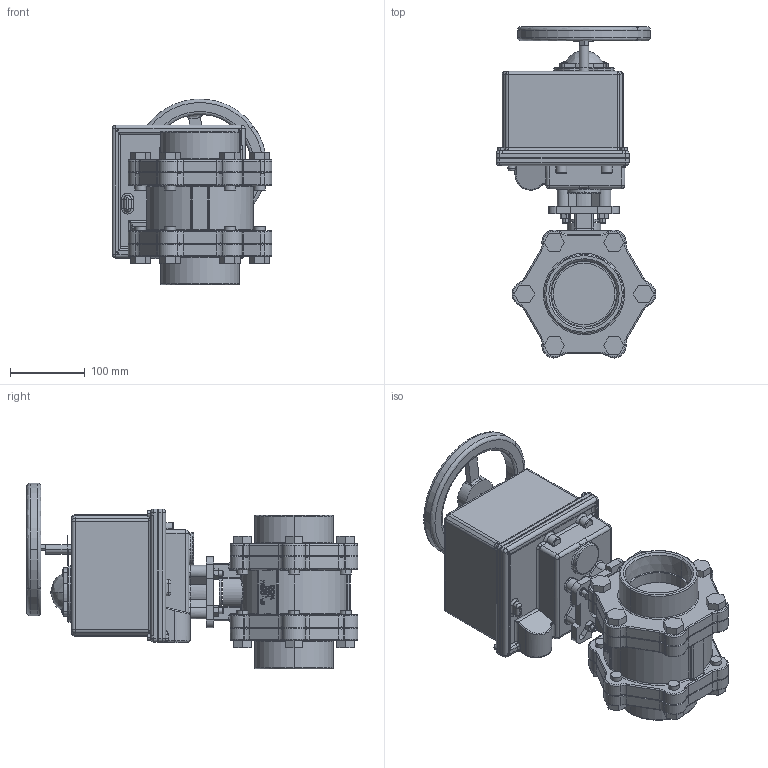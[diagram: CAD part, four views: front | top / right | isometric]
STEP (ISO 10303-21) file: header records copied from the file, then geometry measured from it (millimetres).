
FILE_DESCRIPTION (( 'STEP AP203' ), '1' );
FILE_NAME ('4700-300F_ER-15.STEP', '2017-11-17T14:18:21', ( '' ), ( '' ), 'SwSTEP 2.0', 'SolidWorks 2014', '' );
FILE_SCHEMA (( 'CONFIG_CONTROL_DESIGN' ));
Products named in the file (1): 4700-300F_ER-15
Bounding box: 213.52 x 443.43 x 248.18 mm (x, y, z)
Surface area: 476167.8 mm2 (no closed solid volume)
Topology: 0 solids, 55 shells, 1313 faces, 3884 edges, 2555 vertices
Faces by surface type: plane 442, cylinder 439, bspline 209, torus 130, cone 77, sphere 16
Entity records: 59838 total; most frequent: CARTESIAN_POINT 26959, ORIENTED_EDGE 6750, DIRECTION 6469, EDGE_CURVE 3861, VERTEX_POINT 2552, AXIS2_PLACEMENT_3D 2381, LINE 1707, VECTOR 1707
